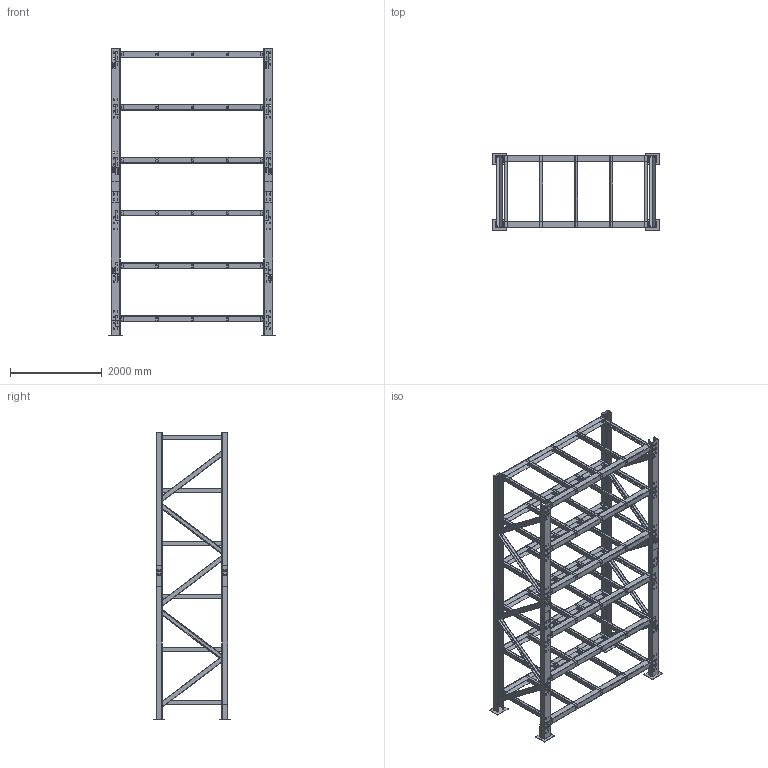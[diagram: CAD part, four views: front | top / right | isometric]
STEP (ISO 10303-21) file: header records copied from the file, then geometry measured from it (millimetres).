
FILE_DESCRIPTION(('FreeCAD Model'),'2;1');
FILE_NAME('Open CASCADE Shape Model','2025-05-28T19:03:27',('FreeCAD'),( 'FreeCAD'),'Open CASCADE STEP processor 7.6','FreeCAD','Unknown');
FILE_SCHEMA(('AUTOMOTIVE_DESIGN { 1 0 10303 214 1 1 1 1 }'));
Products named in the file (1): Open CASCADE STEP translator 7.6 1
Bounding box: 3657.97 x 1694.22 x 6271.18 mm (x, y, z)
Volume: 147557939.9 mm3; surface area: 92277564.4 mm2
Topology: 89 solids, 89 shells, 4986 faces, 11720 edges, 6912 vertices
Faces by surface type: bspline 4986
Entity records: 141306 total; most frequent: CARTESIAN_POINT 69869, ORIENTED_EDGE 23440, EDGE_CURVE 11720, B_SPLINE_CURVE_WITH_KNOTS 8848, VERTEX_POINT 6912, FACE_BOUND 5890, EDGE_LOOP 5890, ADVANCED_FACE 4986
